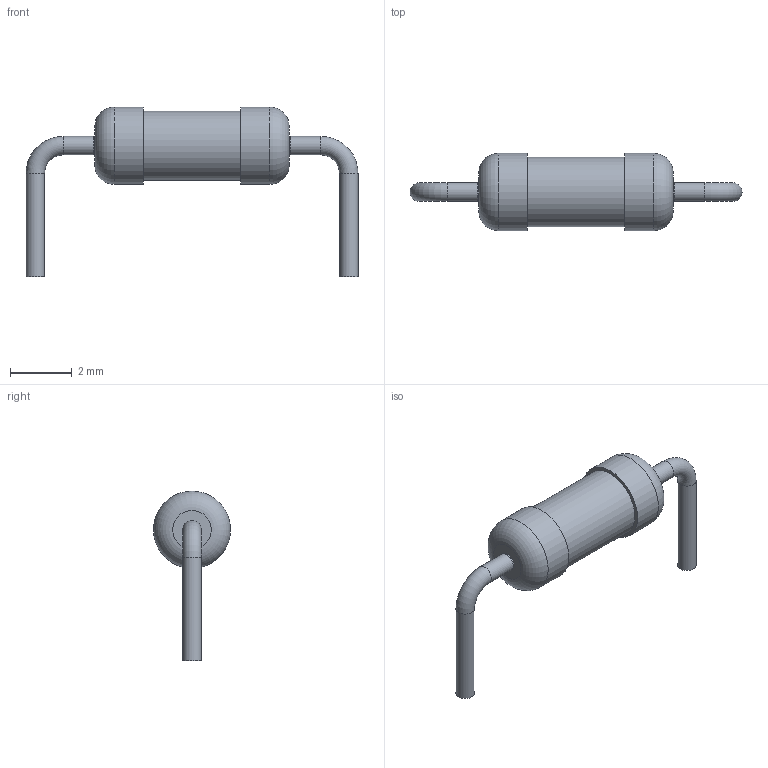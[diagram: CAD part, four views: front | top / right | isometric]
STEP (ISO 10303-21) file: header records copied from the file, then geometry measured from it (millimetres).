
FILE_DESCRIPTION(('FreeCAD Model'),'2;1');
FILE_NAME('Open CASCADE Shape Model','2024-01-07T03:15:05',(''),(''), 'Open CASCADE STEP processor 7.6','FreeCAD','Unknown');
FILE_SCHEMA(('AUTOMOTIVE_DESIGN { 1 0 10303 214 1 1 1 1 }'));
Length unit declared in the file: millimetre
Products named in the file (6): Unnamed; Exploded Slice; Slice.1; Exploded Slice001; Slice001.0; Slice001.1
Assembly tree (5 placements, depth 3):
  Unnamed
    Exploded Slice
      Slice.1
    Exploded Slice001
      Slice001.0
      Slice001.1
Bounding box: 10.76 x 2.5 x 5.5 mm (x, y, z)
Volume: 30.1 mm3; surface area: 77.1 mm2
Topology: 3 solids, 3 shells, 23 faces, 33 edges, 20 vertices
Faces by surface type: plane 10, cylinder 9, torus 4
Full cylindrical faces by diameter (mm): 0.6 x6, 2.25 x1, 2.5 x2
Entity records: 1085 total; most frequent: CARTESIAN_POINT 196, DIRECTION 173, ORIENTED_EDGE 66, PCURVE 66, DEFINITIONAL_REPRESENTATION 66, LINE 61, VECTOR 61, AXIS2_PLACEMENT_3D 53
